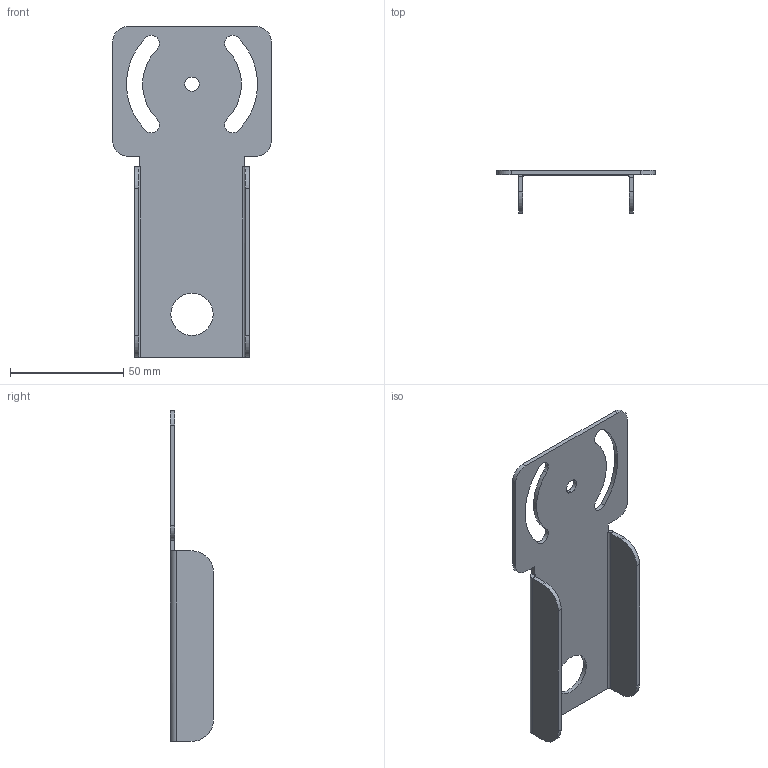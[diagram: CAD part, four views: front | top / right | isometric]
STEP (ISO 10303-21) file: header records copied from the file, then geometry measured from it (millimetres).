
FILE_DESCRIPTION((''),'2;1');
FILE_NAME('156756_SW','2011-10-06T',('banengservice'),('BANNER ENGINEERING'),'PRO/ENGINEER BY PARAMETRIC TECHNOLOGY CORPORATION, 2009141','PRO/ENGINEER BY PARAMETRIC TECHNOLOGY CORPORATION, 2009141','');
FILE_SCHEMA(('CONFIG_CONTROL_DESIGN'));
Length unit declared in the file: inch
Products named in the file (1): 156756_SW
Bounding box: 69.9 x 19 x 146.05 mm (x, y, z)
Volume: 19285.4 mm3; surface area: 21781.9 mm2
Topology: 1 solids, 1 shells, 52 faces, 134 edges, 84 vertices
Faces by surface type: plane 28, cylinder 24
Entity records: 1638 total; most frequent: DIRECTION 290, CARTESIAN_POINT 270, ORIENTED_EDGE 268, EDGE_CURVE 134, AXIS2_PLACEMENT_3D 104, VERTEX_POINT 84, VECTOR 82, LINE 82
